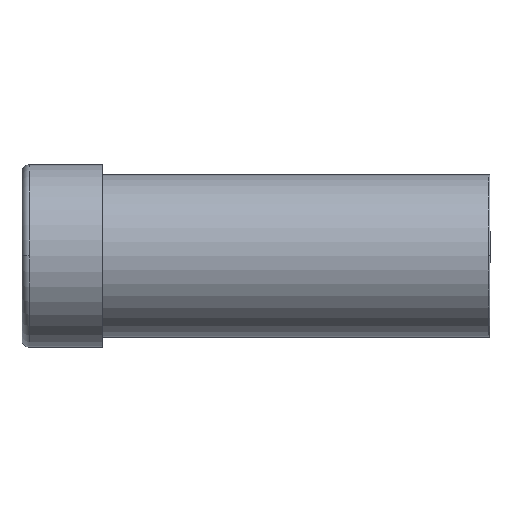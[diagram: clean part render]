
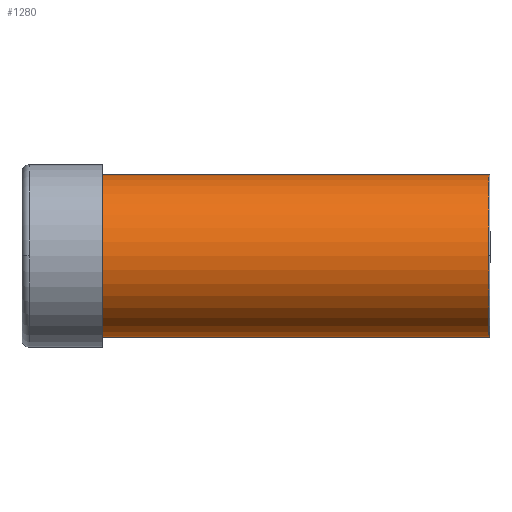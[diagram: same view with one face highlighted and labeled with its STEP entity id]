
A CAD part, top view. The second image highlights one B-rep face of the part: STEP entity #1280.
In plain terms, the highlighted cylindrical face has radius 5.55 mm (diameter 11.1 mm), a partial arc.
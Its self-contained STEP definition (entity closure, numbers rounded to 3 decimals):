
#1230=CARTESIAN_POINT('',(-24.75,0.,6.45));
#1231=DIRECTION('',(1.0,0.0,0.));
#1232=DIRECTION('',(0.0,1.0,0.0));
#1233=AXIS2_PLACEMENT_3D('',#1230,#1231,#1232);
#1234=CYLINDRICAL_SURFACE('',#1233,5.55);
#1235=CARTESIAN_POINT('',(-24.75,5.55,6.45));
#1236=VERTEX_POINT('',#1235);
#1237=CARTESIAN_POINT('',(1.65,5.55,6.45));
#1238=VERTEX_POINT('',#1237);
#1239=CARTESIAN_POINT('',(-24.75,5.55,6.45));
#1240=DIRECTION('',(1.0,0.0,0.0));
#1241=VECTOR('',#1240,26.4);
#1242=LINE('',#1239,#1241);
#1243=EDGE_CURVE('',#1236,#1238,#1242,.T.);
#1244=ORIENTED_EDGE('',*,*,#1243,.F.);
#1245=CARTESIAN_POINT('',(-24.75,-5.55,6.45));
#1246=VERTEX_POINT('',#1245);
#1247=CARTESIAN_POINT('',(-24.75,0.,6.45));
#1248=DIRECTION('',(1.0,0.0,0.0));
#1249=DIRECTION('',(0.0,1.0,0.0));
#1250=AXIS2_PLACEMENT_3D('',#1247,#1248,#1249);
#1251=CIRCLE('',#1250,5.55);
#1252=EDGE_CURVE('',#1236,#1246,#1251,.T.);
#1253=ORIENTED_EDGE('',*,*,#1252,.T.);
#1254=CARTESIAN_POINT('',(1.65,-5.55,6.45));
#1255=VERTEX_POINT('',#1254);
#1256=CARTESIAN_POINT('',(1.65,-5.55,6.45));
#1257=DIRECTION('',(-1.0,0.0,0.0));
#1258=VECTOR('',#1257,26.4);
#1259=LINE('',#1256,#1258);
#1260=EDGE_CURVE('',#1255,#1246,#1259,.T.);
#1261=ORIENTED_EDGE('',*,*,#1260,.F.);
#1262=CARTESIAN_POINT('',(1.65,0.,12.0));
#1263=VERTEX_POINT('',#1262);
#1264=CARTESIAN_POINT('',(1.65,0.,6.45));
#1265=DIRECTION('',(1.0,0.0,0.0));
#1266=DIRECTION('',(0.0,-1.0,0.0));
#1267=AXIS2_PLACEMENT_3D('',#1264,#1265,#1266);
#1268=CIRCLE('',#1267,5.55);
#1269=EDGE_CURVE('',#1263,#1255,#1268,.T.);
#1270=ORIENTED_EDGE('',*,*,#1269,.F.);
#1271=CARTESIAN_POINT('',(1.65,0.,6.45));
#1272=DIRECTION('',(1.0,0.0,0.0));
#1273=DIRECTION('',(0.0,-1.0,0.0));
#1274=AXIS2_PLACEMENT_3D('',#1271,#1272,#1273);
#1275=CIRCLE('',#1274,5.55);
#1276=EDGE_CURVE('',#1238,#1263,#1275,.T.);
#1277=ORIENTED_EDGE('',*,*,#1276,.F.);
#1278=EDGE_LOOP('',(#1244,#1253,#1261,#1270,#1277));
#1279=FACE_OUTER_BOUND('',#1278,.T.);
#1280=ADVANCED_FACE('',(#1279),#1234,.T.);
